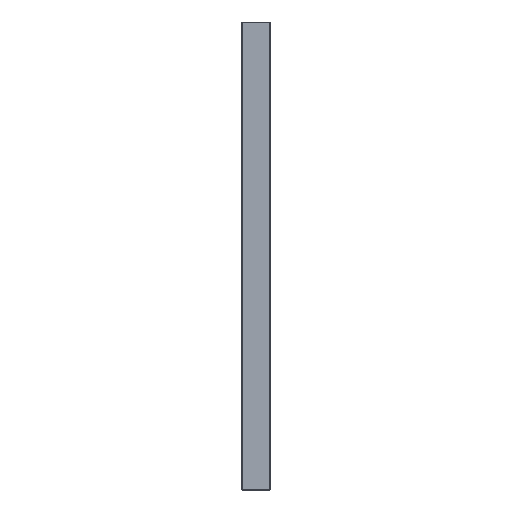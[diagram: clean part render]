
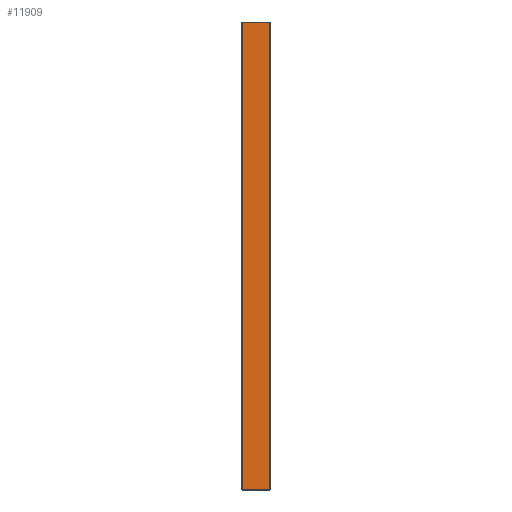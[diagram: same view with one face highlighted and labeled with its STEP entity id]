
A CAD part, front view. The second image highlights one B-rep face of the part: STEP entity #11909.
In plain terms, the highlighted planar face has unit normal (0, -1, 0).
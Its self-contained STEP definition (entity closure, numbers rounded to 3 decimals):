
#528 = PLANE('',#529);
#529 = AXIS2_PLACEMENT_3D('',#530,#531,#532);
#530 = CARTESIAN_POINT('',(4.5,-9.45,0.05));
#531 = DIRECTION('',(0.,0.707,0.707));
#532 = DIRECTION('',(1.,0.,0.));
#832 = PLANE('',#833);
#833 = AXIS2_PLACEMENT_3D('',#834,#835,#836);
#834 = CARTESIAN_POINT('',(4.5,-9.45,149.95));
#835 = DIRECTION('',(0.,-0.707,0.707)
  );
#836 = DIRECTION('',(1.,0.,0.));
#1120 = PLANE('',#1121);
#1121 = AXIS2_PLACEMENT_3D('',#1122,#1123,#1124);
#1122 = CARTESIAN_POINT('',(-4.45,-9.45,0.));
#1123 = DIRECTION('',(-0.707,-0.707,0.));
#1124 = DIRECTION('',(0.,0.,1.));
#5020 = VERTEX_POINT('',#5021);
#5021 = CARTESIAN_POINT('',(4.4,-9.5,0.1));
#5042 = EDGE_CURVE('',#5020,#5043,#5045,.T.);
#5043 = VERTEX_POINT('',#5044);
#5044 = CARTESIAN_POINT('',(-4.4,-9.5,0.1));
#5045 = SURFACE_CURVE('',#5046,(#5050,#5057),.PCURVE_S1.);
#5046 = LINE('',#5047,#5048);
#5047 = CARTESIAN_POINT('',(4.5,-9.5,0.1));
#5048 = VECTOR('',#5049,1.);
#5049 = DIRECTION('',(-1.,0.,0.));
#5050 = PCURVE('',#528,#5051);
#5051 = DEFINITIONAL_REPRESENTATION('',(#5052),#5056);
#5052 = LINE('',#5053,#5054);
#5053 = CARTESIAN_POINT('',(0.,-0.071));
#5054 = VECTOR('',#5055,1.);
#5055 = DIRECTION('',(-1.,0.));
#5056 = ( GEOMETRIC_REPRESENTATION_CONTEXT(2) 
PARAMETRIC_REPRESENTATION_CONTEXT() REPRESENTATION_CONTEXT('2D SPACE',''
  ) );
#5057 = PCURVE('',#5058,#5063);
#5058 = PLANE('',#5059);
#5059 = AXIS2_PLACEMENT_3D('',#5060,#5061,#5062);
#5060 = CARTESIAN_POINT('',(4.5,-9.5,0.));
#5061 = DIRECTION('',(0.,-1.,0.));
#5062 = DIRECTION('',(-1.,0.,0.));
#5063 = DEFINITIONAL_REPRESENTATION('',(#5064),#5068);
#5064 = LINE('',#5065,#5066);
#5065 = CARTESIAN_POINT('',(0.,-0.1));
#5066 = VECTOR('',#5067,1.);
#5067 = DIRECTION('',(1.,0.));
#5068 = ( GEOMETRIC_REPRESENTATION_CONTEXT(2) 
PARAMETRIC_REPRESENTATION_CONTEXT() REPRESENTATION_CONTEXT('2D SPACE',''
  ) );
#5313 = VERTEX_POINT('',#5314);
#5314 = CARTESIAN_POINT('',(4.4,-9.5,149.9));
#5335 = EDGE_CURVE('',#5313,#5336,#5338,.T.);
#5336 = VERTEX_POINT('',#5337);
#5337 = CARTESIAN_POINT('',(-4.4,-9.5,149.9));
#5338 = SURFACE_CURVE('',#5339,(#5343,#5350),.PCURVE_S1.);
#5339 = LINE('',#5340,#5341);
#5340 = CARTESIAN_POINT('',(4.5,-9.5,149.9));
#5341 = VECTOR('',#5342,1.);
#5342 = DIRECTION('',(-1.,0.,0.));
#5343 = PCURVE('',#832,#5344);
#5344 = DEFINITIONAL_REPRESENTATION('',(#5345),#5349);
#5345 = LINE('',#5346,#5347);
#5346 = CARTESIAN_POINT('',(0.,-0.071));
#5347 = VECTOR('',#5348,1.);
#5348 = DIRECTION('',(-1.,0.));
#5349 = ( GEOMETRIC_REPRESENTATION_CONTEXT(2) 
PARAMETRIC_REPRESENTATION_CONTEXT() REPRESENTATION_CONTEXT('2D SPACE',''
  ) );
#5350 = PCURVE('',#5058,#5351);
#5351 = DEFINITIONAL_REPRESENTATION('',(#5352),#5356);
#5352 = LINE('',#5353,#5354);
#5353 = CARTESIAN_POINT('',(0.,-149.9));
#5354 = VECTOR('',#5355,1.);
#5355 = DIRECTION('',(1.,0.));
#5356 = ( GEOMETRIC_REPRESENTATION_CONTEXT(2) 
PARAMETRIC_REPRESENTATION_CONTEXT() REPRESENTATION_CONTEXT('2D SPACE',''
  ) );
#5470 = EDGE_CURVE('',#5043,#5336,#5471,.T.);
#5471 = SURFACE_CURVE('',#5472,(#5476,#5483),.PCURVE_S1.);
#5472 = LINE('',#5473,#5474);
#5473 = CARTESIAN_POINT('',(-4.4,-9.5,0.));
#5474 = VECTOR('',#5475,1.);
#5475 = DIRECTION('',(0.,0.,1.));
#5476 = PCURVE('',#1120,#5477);
#5477 = DEFINITIONAL_REPRESENTATION('',(#5478),#5482);
#5478 = LINE('',#5479,#5480);
#5479 = CARTESIAN_POINT('',(0.,-0.071));
#5480 = VECTOR('',#5481,1.);
#5481 = DIRECTION('',(1.,0.));
#5482 = ( GEOMETRIC_REPRESENTATION_CONTEXT(2) 
PARAMETRIC_REPRESENTATION_CONTEXT() REPRESENTATION_CONTEXT('2D SPACE',''
  ) );
#5483 = PCURVE('',#5058,#5484);
#5484 = DEFINITIONAL_REPRESENTATION('',(#5485),#5489);
#5485 = LINE('',#5486,#5487);
#5486 = CARTESIAN_POINT('',(8.9,0.));
#5487 = VECTOR('',#5488,1.);
#5488 = DIRECTION('',(0.,-1.));
#5489 = ( GEOMETRIC_REPRESENTATION_CONTEXT(2) 
PARAMETRIC_REPRESENTATION_CONTEXT() REPRESENTATION_CONTEXT('2D SPACE',''
  ) );
#11685 = PLANE('',#11686);
#11686 = AXIS2_PLACEMENT_3D('',#11687,#11688,#11689);
#11687 = CARTESIAN_POINT('',(4.45,-9.45,0.));
#11688 = DIRECTION('',(0.707,-0.707,0.));
#11689 = DIRECTION('',(0.,0.,1.));
#11909 = ADVANCED_FACE('',(#11910),#5058,.T.);
#11910 = FACE_BOUND('',#11911,.T.);
#11911 = EDGE_LOOP('',(#11912,#11933,#11934,#11935));
#11912 = ORIENTED_EDGE('',*,*,#11913,.T.);
#11913 = EDGE_CURVE('',#5020,#5313,#11914,.T.);
#11914 = SURFACE_CURVE('',#11915,(#11919,#11926),.PCURVE_S1.);
#11915 = LINE('',#11916,#11917);
#11916 = CARTESIAN_POINT('',(4.4,-9.5,0.));
#11917 = VECTOR('',#11918,1.);
#11918 = DIRECTION('',(0.,0.,1.));
#11919 = PCURVE('',#5058,#11920);
#11920 = DEFINITIONAL_REPRESENTATION('',(#11921),#11925);
#11921 = LINE('',#11922,#11923);
#11922 = CARTESIAN_POINT('',(0.1,0.));
#11923 = VECTOR('',#11924,1.);
#11924 = DIRECTION('',(0.,-1.));
#11925 = ( GEOMETRIC_REPRESENTATION_CONTEXT(2) 
PARAMETRIC_REPRESENTATION_CONTEXT() REPRESENTATION_CONTEXT('2D SPACE',''
  ) );
#11926 = PCURVE('',#11685,#11927);
#11927 = DEFINITIONAL_REPRESENTATION('',(#11928),#11932);
#11928 = LINE('',#11929,#11930);
#11929 = CARTESIAN_POINT('',(0.,0.071));
#11930 = VECTOR('',#11931,1.);
#11931 = DIRECTION('',(1.,0.));
#11932 = ( GEOMETRIC_REPRESENTATION_CONTEXT(2) 
PARAMETRIC_REPRESENTATION_CONTEXT() REPRESENTATION_CONTEXT('2D SPACE',''
  ) );
#11933 = ORIENTED_EDGE('',*,*,#5335,.T.);
#11934 = ORIENTED_EDGE('',*,*,#5470,.F.);
#11935 = ORIENTED_EDGE('',*,*,#5042,.F.);
